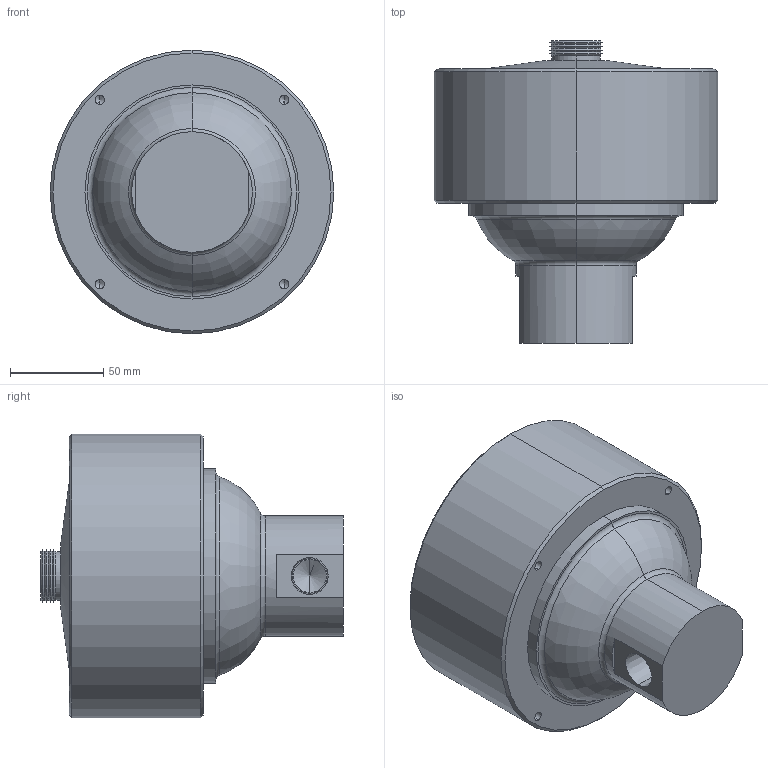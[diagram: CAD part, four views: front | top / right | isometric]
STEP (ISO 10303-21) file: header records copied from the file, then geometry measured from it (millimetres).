
FILE_DESCRIPTION (( 'STEP AP214' ), '1' );
FILE_NAME ('6032.800.STEP', '2019-06-05T20:18:44', ( '' ), ( '' ), 'SwSTEP 2.0', 'SolidWorks 2018', '' );
FILE_SCHEMA (( 'AUTOMOTIVE_DESIGN' ));
Length unit declared in the file: inch
Products named in the file (1): 6032.800
Bounding box: 152.4 x 162.56 x 152.4 mm (x, y, z)
Volume: 1705770.7 mm3; surface area: 89940.3 mm2
Topology: 1 solids, 1 shells, 89 faces, 196 edges, 112 vertices
Faces by surface type: cone 38, cylinder 24, plane 21, torus 6
Entity records: 2554 total; most frequent: DIRECTION 460, CARTESIAN_POINT 386, ORIENTED_EDGE 368, AXIS2_PLACEMENT_3D 186, EDGE_CURVE 184, VERTEX_POINT 112, EDGE_LOOP 104, CIRCLE 96
